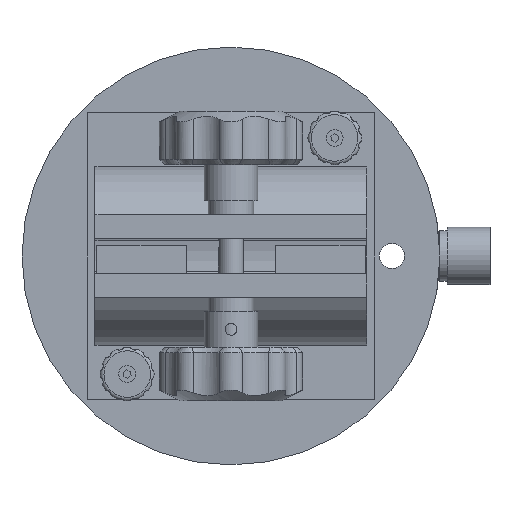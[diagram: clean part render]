
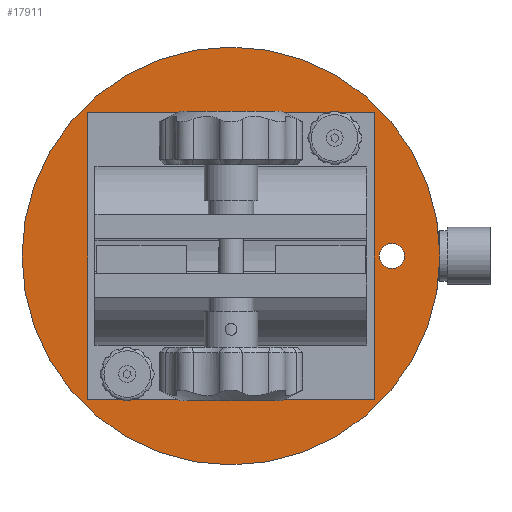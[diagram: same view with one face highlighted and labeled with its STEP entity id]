
A CAD part, left-side view. The second image highlights one B-rep face of the part: STEP entity #17911.
In plain terms, the highlighted planar face has unit normal (-1, 0, 0).
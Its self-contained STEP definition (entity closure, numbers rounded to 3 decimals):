
#47 = DIRECTION ( 'NONE',  ( 0., -1., 0. ) ) ;
#257 = VERTEX_POINT ( 'NONE', #16617 ) ;
#614 = ORIENTED_EDGE ( 'NONE', *, *, #19861, .F. ) ;
#797 = CIRCLE ( 'NONE', #12598, 58.4 ) ;
#831 = CIRCLE ( 'NONE', #4874, 3. ) ;
#868 = LINE ( 'NONE', #7318, #19712 ) ;
#933 = AXIS2_PLACEMENT_3D ( 'NONE', #18514, #13539, #12384 ) ;
#1054 = ORIENTED_EDGE ( 'NONE', *, *, #5262, .T. ) ;
#1157 = EDGE_LOOP ( 'NONE', ( #14854 ) ) ;
#1299 = CIRCLE ( 'NONE', #18484, 4.33 ) ;
#1303 = DIRECTION ( 'NONE',  ( -1., 0., 0. ) ) ;
#1876 = DIRECTION ( 'NONE',  ( -1., 0., 0. ) ) ;
#2469 = DIRECTION ( 'NONE',  ( 0., -1., 0. ) ) ;
#2498 = EDGE_CURVE ( 'NONE', #3204, #3204, #1299, .T. ) ;
#2670 = DIRECTION ( 'NONE',  ( 0., 1., 0. ) ) ;
#2707 = ORIENTED_EDGE ( 'NONE', *, *, #2498, .T. ) ;
#2895 = CARTESIAN_POINT ( 'NONE',  ( 46., 53.8, -33. ) ) ;
#3124 = CARTESIAN_POINT ( 'NONE',  ( 46., 63.8, -33. ) ) ;
#3204 = VERTEX_POINT ( 'NONE', #10066 ) ;
#3307 = AXIS2_PLACEMENT_3D ( 'NONE', #17556, #12492, #6067 ) ;
#3581 = ORIENTED_EDGE ( 'NONE', *, *, #18304, .F. ) ;
#3660 = EDGE_LOOP ( 'NONE', ( #6897 ) ) ;
#4427 = EDGE_LOOP ( 'NONE', ( #2707 ) ) ;
#4537 = EDGE_LOOP ( 'NONE', ( #5752 ) ) ;
#4759 = CARTESIAN_POINT ( 'NONE',  ( 46., 6.8, 33. ) ) ;
#4874 = AXIS2_PLACEMENT_3D ( 'NONE', #10143, #11814, #5472 ) ;
#4920 = FACE_BOUND ( 'NONE', #1157, .T. ) ;
#5262 = EDGE_CURVE ( 'NONE', #17767, #13656, #868, .T. ) ;
#5472 = DIRECTION ( 'NONE',  ( 0., -1., 0. ) ) ;
#5752 = ORIENTED_EDGE ( 'NONE', *, *, #17868, .T. ) ;
#5902 = CIRCLE ( 'NONE', #17691, 3.5 ) ;
#6067 = DIRECTION ( 'NONE',  ( 0., -1., 0. ) ) ;
#6107 = CARTESIAN_POINT ( 'NONE',  ( 46., 53.8, 33. ) ) ;
#6287 = VERTEX_POINT ( 'NONE', #17471 ) ;
#6289 = FACE_BOUND ( 'NONE', #16707, .T. ) ;
#6897 = ORIENTED_EDGE ( 'NONE', *, *, #16635, .F. ) ;
#7044 = CIRCLE ( 'NONE', #8415, 3.5 ) ;
#7053 = EDGE_LOOP ( 'NONE', ( #10845 ) ) ;
#7318 = CARTESIAN_POINT ( 'NONE',  ( 46., 37.8, 31. ) ) ;
#7412 = ORIENTED_EDGE ( 'NONE', *, *, #16471, .T. ) ;
#7532 = CARTESIAN_POINT ( 'NONE',  ( 46., 66.8, 33. ) ) ;
#7750 = ORIENTED_EDGE ( 'NONE', *, *, #14027, .T. ) ;
#7792 = FACE_BOUND ( 'NONE', #3660, .T. ) ;
#7894 = DIRECTION ( 'NONE',  ( 0., -1., 0. ) ) ;
#8102 = FACE_BOUND ( 'NONE', #16407, .T. ) ;
#8200 = CARTESIAN_POINT ( 'NONE',  ( 46., 37.8, 0. ) ) ;
#8240 = VERTEX_POINT ( 'NONE', #13952 ) ;
#8415 = AXIS2_PLACEMENT_3D ( 'NONE', #6107, #15594, #17391 ) ;
#9252 = AXIS2_PLACEMENT_3D ( 'NONE', #4759, #11097, #17526 ) ;
#9322 = DIRECTION ( 'NONE',  ( 1., 0., 0. ) ) ;
#9479 = PLANE ( 'NONE',  #17990 ) ;
#9699 = EDGE_CURVE ( 'NONE', #10885, #10885, #15581, .T. ) ;
#9788 = CARTESIAN_POINT ( 'NONE',  ( 46., 18.3, 33. ) ) ;
#10053 = CIRCLE ( 'NONE', #933, 3.5 ) ;
#10066 = CARTESIAN_POINT ( 'NONE',  ( 46., 62.47, 33. ) ) ;
#10143 = CARTESIAN_POINT ( 'NONE',  ( 46., 66.8, -33. ) ) ;
#10502 = CARTESIAN_POINT ( 'NONE',  ( 46., -7.2, 0. ) ) ;
#10845 = ORIENTED_EDGE ( 'NONE', *, *, #17250, .F. ) ;
#10885 = VERTEX_POINT ( 'NONE', #13931 ) ;
#11047 = LINE ( 'NONE', #15900, #14805 ) ;
#11097 = DIRECTION ( 'NONE',  ( 1., 0., 0. ) ) ;
#11353 = FACE_BOUND ( 'NONE', #14029, .T. ) ;
#11814 = DIRECTION ( 'NONE',  ( -1., 0., 0. ) ) ;
#12102 = CARTESIAN_POINT ( 'NONE',  ( 46., 6.8, 31. ) ) ;
#12384 = DIRECTION ( 'NONE',  ( 0., -1., 0. ) ) ;
#12492 = DIRECTION ( 'NONE',  ( 1., 0., 0. ) ) ;
#12598 = AXIS2_PLACEMENT_3D ( 'NONE', #20310, #14307, #7894 ) ;
#12832 = DIRECTION ( 'NONE',  ( 0., -1., 0. ) ) ;
#13539 = DIRECTION ( 'NONE',  ( -1., 0., 0. ) ) ;
#13656 = VERTEX_POINT ( 'NONE', #19420 ) ;
#13931 = CARTESIAN_POINT ( 'NONE',  ( 46., -10.7, 0. ) ) ;
#13952 = CARTESIAN_POINT ( 'NONE',  ( 46., 6.8, 35. ) ) ;
#14027 = EDGE_CURVE ( 'NONE', #14082, #8240, #11047, .T. ) ;
#14029 = EDGE_LOOP ( 'NONE', ( #3581 ) ) ;
#14082 = VERTEX_POINT ( 'NONE', #19575 ) ;
#14178 = DIRECTION ( 'NONE',  ( 0., -1., 0. ) ) ;
#14307 = DIRECTION ( 'NONE',  ( -1., 0., 0. ) ) ;
#14805 = VECTOR ( 'NONE', #12832, 1000. ) ;
#14854 = ORIENTED_EDGE ( 'NONE', *, *, #9699, .F. ) ;
#15581 = CIRCLE ( 'NONE', #18265, 3.5 ) ;
#15594 = DIRECTION ( 'NONE',  ( -1., 0., 0. ) ) ;
#15790 = VERTEX_POINT ( 'NONE', #3124 ) ;
#15792 = FACE_BOUND ( 'NONE', #4427, .T. ) ;
#15896 = FACE_BOUND ( 'NONE', #7053, .T. ) ;
#15900 = CARTESIAN_POINT ( 'NONE',  ( 46., 37.8, 35. ) ) ;
#16001 = FACE_OUTER_BOUND ( 'NONE', #4537, .T. ) ;
#16407 = EDGE_LOOP ( 'NONE', ( #7750, #7412, #1054, #18858 ) ) ;
#16471 = EDGE_CURVE ( 'NONE', #8240, #17767, #18332, .T. ) ;
#16617 = CARTESIAN_POINT ( 'NONE',  ( 46., 50.3, 33. ) ) ;
#16635 = EDGE_CURVE ( 'NONE', #15790, #15790, #831, .T. ) ;
#16707 = EDGE_LOOP ( 'NONE', ( #614 ) ) ;
#17250 = EDGE_CURVE ( 'NONE', #6287, #6287, #5902, .T. ) ;
#17391 = DIRECTION ( 'NONE',  ( 0., -1., 0. ) ) ;
#17471 = CARTESIAN_POINT ( 'NONE',  ( 46., 50.3, -33. ) ) ;
#17526 = DIRECTION ( 'NONE',  ( 0., -1., 0. ) ) ;
#17556 = CARTESIAN_POINT ( 'NONE',  ( 46., 10.8, 33. ) ) ;
#17683 = DIRECTION ( 'NONE',  ( -1., 0., 0. ) ) ;
#17691 = AXIS2_PLACEMENT_3D ( 'NONE', #2895, #1303, #14178 ) ;
#17767 = VERTEX_POINT ( 'NONE', #12102 ) ;
#17868 = EDGE_CURVE ( 'NONE', #20836, #20836, #797, .T. ) ;
#17911 = ADVANCED_FACE ( 'NONE', ( #4920, #7792, #8102, #6289, #11353, #15896, #16001, #15792 ), #9479, .T. ) ;
#17990 = AXIS2_PLACEMENT_3D ( 'NONE', #8200, #17683, #47 ) ;
#18132 = CIRCLE ( 'NONE', #3307, 2. ) ;
#18265 = AXIS2_PLACEMENT_3D ( 'NONE', #10502, #1876, #2469 ) ;
#18304 = EDGE_CURVE ( 'NONE', #19468, #19468, #10053, .T. ) ;
#18332 = CIRCLE ( 'NONE', #9252, 2. ) ;
#18484 = AXIS2_PLACEMENT_3D ( 'NONE', #7532, #9322, #20368 ) ;
#18514 = CARTESIAN_POINT ( 'NONE',  ( 46., 21.8, 33. ) ) ;
#18538 = EDGE_CURVE ( 'NONE', #13656, #14082, #18132, .T. ) ;
#18858 = ORIENTED_EDGE ( 'NONE', *, *, #18538, .T. ) ;
#19364 = CARTESIAN_POINT ( 'NONE',  ( 46., -20.6, 0. ) ) ;
#19420 = CARTESIAN_POINT ( 'NONE',  ( 46., 10.8, 31. ) ) ;
#19468 = VERTEX_POINT ( 'NONE', #9788 ) ;
#19575 = CARTESIAN_POINT ( 'NONE',  ( 46., 10.8, 35. ) ) ;
#19712 = VECTOR ( 'NONE', #2670, 1000. ) ;
#19861 = EDGE_CURVE ( 'NONE', #257, #257, #7044, .T. ) ;
#20310 = CARTESIAN_POINT ( 'NONE',  ( 46., 37.8, 0. ) ) ;
#20368 = DIRECTION ( 'NONE',  ( 0., -1., 0. ) ) ;
#20836 = VERTEX_POINT ( 'NONE', #19364 ) ;
